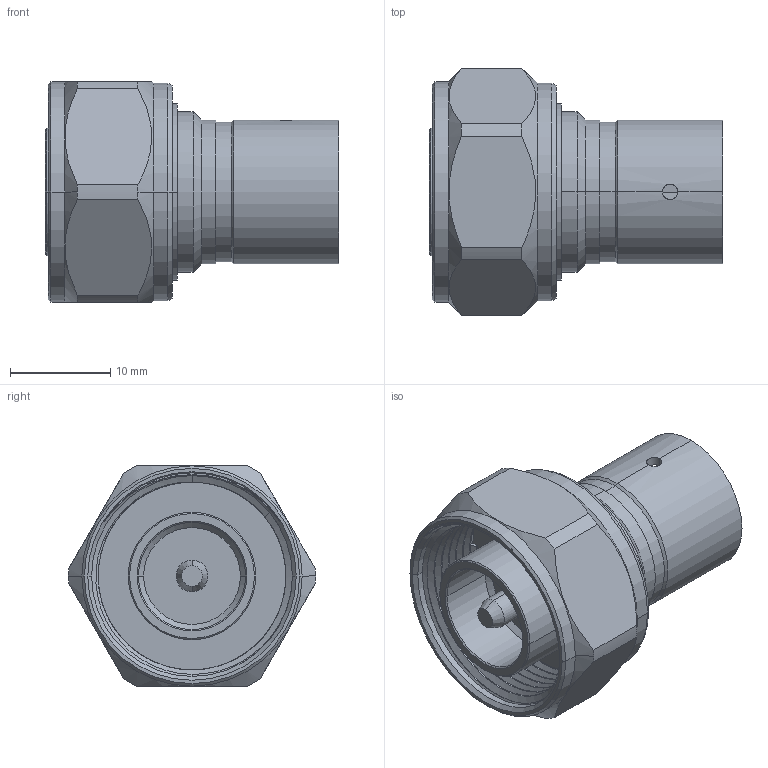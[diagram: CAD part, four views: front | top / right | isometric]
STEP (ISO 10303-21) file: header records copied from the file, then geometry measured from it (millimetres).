
FILE_DESCRIPTION (( 'STEP AP214' ), '1' );
FILE_NAME ('TC-SPP500-4310M-LP.step', '2021-05-04T14:32:44', ( '' ), ( '' ), 'SwSTEP 2.0', 'SolidWorks 2020', '' );
FILE_SCHEMA (( 'AUTOMOTIVE_DESIGN' ));
Length unit declared in the file: inch
Products named in the file (1): TC-SPP500-4310M-LP
Bounding box: 29.2 x 24.62 x 22 mm (x, y, z)
Volume: 4166.5 mm3; surface area: 4763.2 mm2
Topology: 1 solids, 4 shells, 127 faces, 291 edges, 180 vertices
Faces by surface type: cylinder 65, cone 34, plane 25, bspline 3
Entity records: 5100 total; most frequent: CARTESIAN_POINT 2256, DIRECTION 603, ORIENTED_EDGE 578, EDGE_CURVE 289, AXIS2_PLACEMENT_3D 249, VERTEX_POINT 180, EDGE_LOOP 141, FACE_OUTER_BOUND 127
